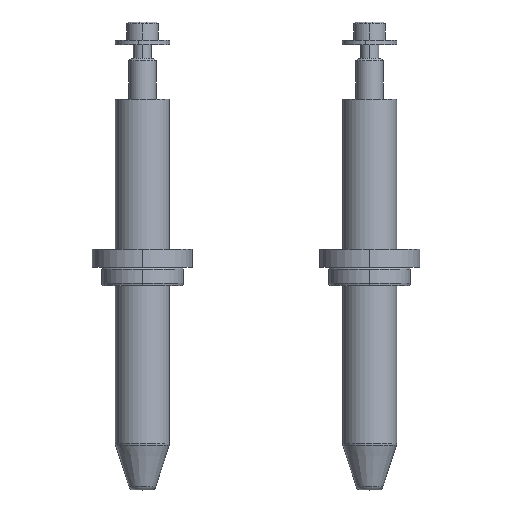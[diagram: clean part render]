
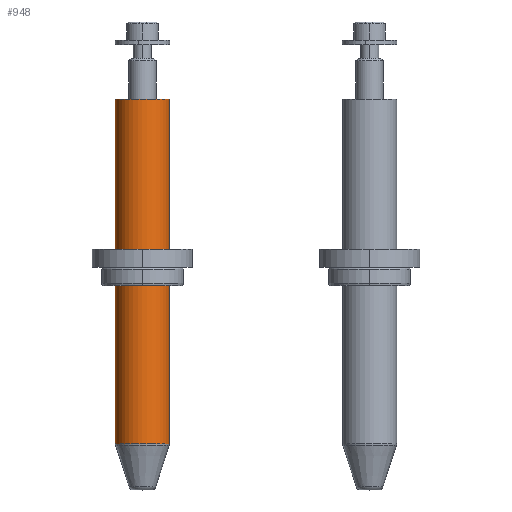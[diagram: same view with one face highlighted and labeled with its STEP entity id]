
A CAD part, top view. The second image highlights one B-rep face of the part: STEP entity #948.
In plain terms, the highlighted cylindrical face has radius 5.95 mm (diameter 11.9 mm), a partial arc.
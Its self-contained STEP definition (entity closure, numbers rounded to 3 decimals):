
#3 = AXIS2_PLACEMENT_3D ( 'NONE', #1259, #42, #2223 ) ;
#42 = DIRECTION ( 'NONE',  ( 0., 1., 0. ) ) ;
#57 = CIRCLE ( 'NONE', #1823, 5.95 ) ;
#59 = LINE ( 'NONE', #2287, #1520 ) ;
#87 = CARTESIAN_POINT ( 'NONE',  ( -5.95, -84.842, 0. ) ) ;
#96 = VECTOR ( 'NONE', #1476, 1000. ) ;
#141 = CARTESIAN_POINT ( 'NONE',  ( 5.95, -9., 0. ) ) ;
#143 = VERTEX_POINT ( 'NONE', #1123 ) ;
#187 = CARTESIAN_POINT ( 'NONE',  ( 5.95, -84.842, 0. ) ) ;
#199 = EDGE_CURVE ( 'NONE', #700, #2326, #1371, .T. ) ;
#218 = DIRECTION ( 'NONE',  ( 0., 1., 0. ) ) ;
#352 = DIRECTION ( 'NONE',  ( 0., 1., 0. ) ) ;
#380 = CARTESIAN_POINT ( 'NONE',  ( 0., -84.842, 0. ) ) ;
#508 = EDGE_CURVE ( 'NONE', #700, #1677, #1447, .T. ) ;
#546 = EDGE_CURVE ( 'NONE', #2326, #143, #59, .T. ) ;
#594 = DIRECTION ( 'NONE',  ( 1., 0., 0. ) ) ;
#700 = VERTEX_POINT ( 'NONE', #187 ) ;
#708 = ORIENTED_EDGE ( 'NONE', *, *, #766, .F. ) ;
#766 = EDGE_CURVE ( 'NONE', #1677, #143, #57, .T. ) ;
#880 = ORIENTED_EDGE ( 'NONE', *, *, #199, .T. ) ;
#948 = ADVANCED_FACE ( 'NONE', ( #1598 ), #1731, .T. ) ;
#1023 = EDGE_LOOP ( 'NONE', ( #1743, #880, #2225, #708 ) ) ;
#1035 = CARTESIAN_POINT ( 'NONE',  ( 0., -9., 0. ) ) ;
#1123 = CARTESIAN_POINT ( 'NONE',  ( -5.95, -9., 0. ) ) ;
#1132 = DIRECTION ( 'NONE',  ( 0., 1., 0. ) ) ;
#1225 = DIRECTION ( 'NONE',  ( -1., 0., 0. ) ) ;
#1259 = CARTESIAN_POINT ( 'NONE',  ( 0., 0., 0. ) ) ;
#1371 = CIRCLE ( 'NONE', #1889, 5.95 ) ;
#1447 = LINE ( 'NONE', #2440, #96 ) ;
#1476 = DIRECTION ( 'NONE',  ( 0., 1., 0. ) ) ;
#1520 = VECTOR ( 'NONE', #1132, 1000. ) ;
#1598 = FACE_OUTER_BOUND ( 'NONE', #1023, .T. ) ;
#1677 = VERTEX_POINT ( 'NONE', #141 ) ;
#1731 = CYLINDRICAL_SURFACE ( 'NONE', #3, 5.95 ) ;
#1743 = ORIENTED_EDGE ( 'NONE', *, *, #508, .F. ) ;
#1823 = AXIS2_PLACEMENT_3D ( 'NONE', #1035, #218, #1225 ) ;
#1889 = AXIS2_PLACEMENT_3D ( 'NONE', #380, #352, #594 ) ;
#2223 = DIRECTION ( 'NONE',  ( -1., 0., 0. ) ) ;
#2225 = ORIENTED_EDGE ( 'NONE', *, *, #546, .T. ) ;
#2287 = CARTESIAN_POINT ( 'NONE',  ( -5.95, 0., 0. ) ) ;
#2326 = VERTEX_POINT ( 'NONE', #87 ) ;
#2440 = CARTESIAN_POINT ( 'NONE',  ( 5.95, 0., 0. ) ) ;
